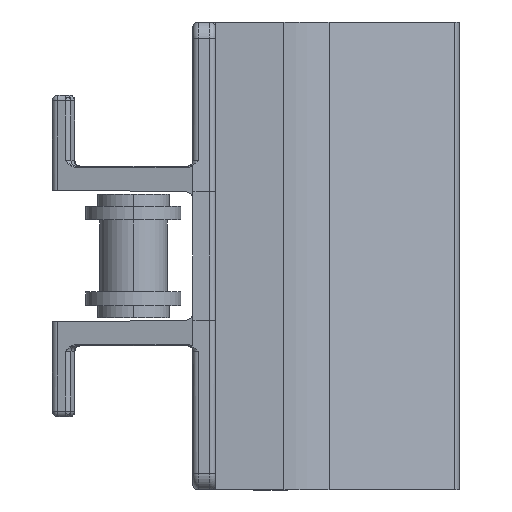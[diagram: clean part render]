
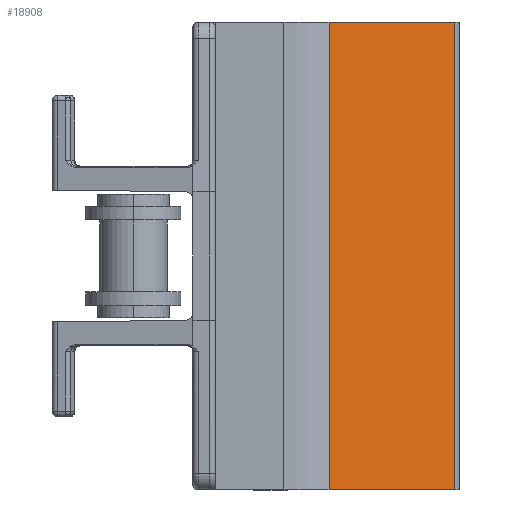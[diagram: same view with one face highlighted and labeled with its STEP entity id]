
A CAD part, left-side view. The second image highlights one B-rep face of the part: STEP entity #18908.
In plain terms, the highlighted face is planar.
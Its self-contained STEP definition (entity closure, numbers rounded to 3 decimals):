
#17662=DIRECTION('',(0.53,0.848,0.));
#17663=VECTOR('',#17662,26.088);
#17664=CARTESIAN_POINT('',(-13.371,20.036,-41.275));
#17665=LINE('',#17664,#17663);
#17889=DIRECTION('',(0.53,0.848,0.));
#17890=VECTOR('',#17889,26.088);
#17891=CARTESIAN_POINT('',(-13.371,20.036,41.275));
#17892=LINE('',#17891,#17890);
#18089=DIRECTION('',(0.,0.,-1.));
#18090=VECTOR('',#18089,82.55);
#18091=CARTESIAN_POINT('',(0.454,42.16,41.275));
#18092=LINE('',#18091,#18090);
#18093=DIRECTION('',(0.,0.,-1.));
#18094=VECTOR('',#18093,82.55);
#18095=CARTESIAN_POINT('',(-13.371,20.036,41.275));
#18096=LINE('',#18095,#18094);
#18156=CARTESIAN_POINT('',(0.454,42.16,41.275));
#18157=CARTESIAN_POINT('',(0.454,42.16,-41.275));
#18158=VERTEX_POINT('',#18156);
#18159=VERTEX_POINT('',#18157);
#18208=CARTESIAN_POINT('',(-13.371,20.036,41.275));
#18209=CARTESIAN_POINT('',(-13.371,20.036,-41.275));
#18210=VERTEX_POINT('',#18208);
#18211=VERTEX_POINT('',#18209);
#18896=CARTESIAN_POINT('',(-15.65,16.388,41.275));
#18897=DIRECTION('',(0.848,-0.53,0.));
#18898=DIRECTION('',(0.53,0.848,0.));
#18899=AXIS2_PLACEMENT_3D('',#18896,#18897,#18898);
#18900=PLANE('',#18899);
#18902=ORIENTED_EDGE('',*,*,#18901,.T.);
#18903=ORIENTED_EDGE('',*,*,#18343,.T.);
#18904=ORIENTED_EDGE('',*,*,#18891,.F.);
#18905=ORIENTED_EDGE('',*,*,#18611,.F.);
#18906=EDGE_LOOP('',(#18902,#18903,#18904,#18905));
#18907=FACE_OUTER_BOUND('',#18906,.F.);
#18908=ADVANCED_FACE('',(#18907),#18900,.F.);
#18343=EDGE_CURVE('',#18211,#18159,#17665,.T.);
#18611=EDGE_CURVE('',#18210,#18158,#17892,.T.);
#18891=EDGE_CURVE('',#18158,#18159,#18092,.T.);
#18901=EDGE_CURVE('',#18210,#18211,#18096,.T.);
